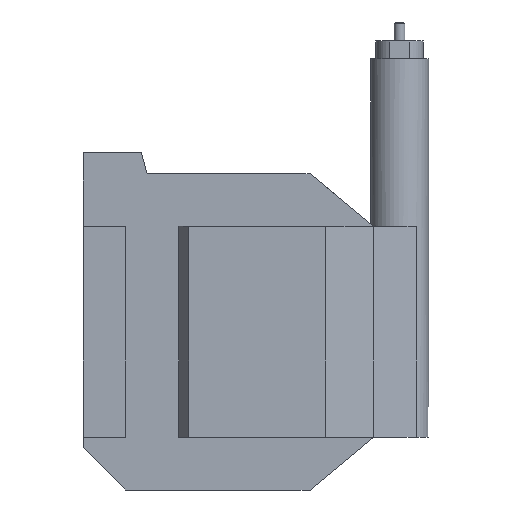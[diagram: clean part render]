
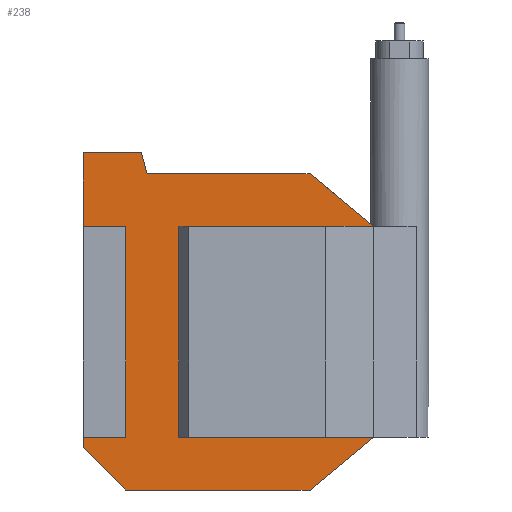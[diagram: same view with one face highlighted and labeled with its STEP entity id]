
A CAD part, left-side view. The second image highlights one B-rep face of the part: STEP entity #238.
In plain terms, the highlighted planar face has unit normal (-1, 0, 0).
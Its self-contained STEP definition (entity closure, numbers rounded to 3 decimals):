
#238=ADVANCED_FACE('',(#5203),#5205,.F.);
#5203=FACE_BOUND('',#5204,.T.);
#5204=EDGE_LOOP('',(#9173,#9174,#9175,#9176,#9177,#9178,#9179,#9180,#9181,#9182,
#9183,#9184,#9185,#9186,#9187));
#5205=PLANE('',#5206);
#5206=AXIS2_PLACEMENT_3D('',#5207,#5208,#5209);
#5207=CARTESIAN_POINT('',(-145.,-90.622,-300.));
#5208=DIRECTION('',(1.,0.,0.));
#5209=DIRECTION('',(0.,1.,0.));
#9173=ORIENTED_EDGE('',*,*,#12119,.F.);
#9174=ORIENTED_EDGE('',*,*,#12120,.F.);
#9175=ORIENTED_EDGE('',*,*,#12121,.F.);
#9176=ORIENTED_EDGE('',*,*,#12122,.F.);
#9177=ORIENTED_EDGE('',*,*,#12123,.T.);
#9178=ORIENTED_EDGE('',*,*,#12124,.F.);
#9179=ORIENTED_EDGE('',*,*,#12125,.F.);
#9180=ORIENTED_EDGE('',*,*,#12126,.F.);
#9181=ORIENTED_EDGE('',*,*,#12094,.F.);
#9182=ORIENTED_EDGE('',*,*,#12127,.T.);
#9183=ORIENTED_EDGE('',*,*,#12128,.T.);
#9184=ORIENTED_EDGE('',*,*,#12129,.F.);
#9185=ORIENTED_EDGE('',*,*,#12088,.F.);
#9186=ORIENTED_EDGE('',*,*,#12113,.F.);
#9187=ORIENTED_EDGE('',*,*,#12130,.F.);
#12088=EDGE_CURVE('',#13600,#13588,#13602,.F.);
#12094=EDGE_CURVE('',#13586,#13611,#13612,.F.);
#12113=EDGE_CURVE('',#13645,#13600,#13646,.F.);
#12119=EDGE_CURVE('',#13656,#13657,#13658,.F.);
#12120=EDGE_CURVE('',#13659,#13656,#13660,.F.);
#12121=EDGE_CURVE('',#13661,#13659,#13662,.T.);
#12122=EDGE_CURVE('',#13663,#13661,#13664,.T.);
#12123=EDGE_CURVE('',#13663,#13665,#13666,.T.);
#12124=EDGE_CURVE('',#13667,#13665,#13668,.F.);
#12125=EDGE_CURVE('',#13669,#13667,#13670,.F.);
#12126=EDGE_CURVE('',#13611,#13669,#13671,.F.);
#12127=EDGE_CURVE('',#13586,#13672,#13673,.T.);
#12128=EDGE_CURVE('',#13672,#13674,#13675,.T.);
#12129=EDGE_CURVE('',#13588,#13674,#13676,.T.);
#12130=EDGE_CURVE('',#13657,#13645,#13677,.F.);
#13586=VERTEX_POINT('',#16138);
#13588=VERTEX_POINT('',#16142);
#13600=VERTEX_POINT('',#16170);
#13602=LINE('',#16174,#16175);
#13611=VERTEX_POINT('',#16196);
#13612=LINE('',#16197,#16198);
#13645=VERTEX_POINT('',#16268);
#13646=LINE('',#16269,#16270);
#13656=VERTEX_POINT('',#16291);
#13657=VERTEX_POINT('',#16292);
#13658=LINE('',#16293,#16294);
#13659=VERTEX_POINT('',#16296);
#13660=LINE('',#16297,#16298);
#13661=VERTEX_POINT('',#16300);
#13662=LINE('',#16301,#16302);
#13663=VERTEX_POINT('',#16304);
#13664=LINE('',#16305,#16306);
#13665=VERTEX_POINT('',#16308);
#13666=LINE('',#16309,#16310);
#13667=VERTEX_POINT('',#16312);
#13668=LINE('',#16313,#16314);
#13669=VERTEX_POINT('',#16316);
#13670=LINE('',#16317,#16318);
#13671=LINE('',#16320,#16321);
#13672=VERTEX_POINT('',#16323);
#13673=LINE('',#16324,#16325);
#13674=VERTEX_POINT('',#16327);
#13675=LINE('',#16328,#16329);
#13676=LINE('',#16331,#16332);
#13677=LINE('',#16334,#16335);
#16138=CARTESIAN_POINT('',(-145.,-275.,-100.));
#16142=CARTESIAN_POINT('',(-145.,-275.,100.));
#16170=CARTESIAN_POINT('',(-145.,-215.,150.));
#16174=CARTESIAN_POINT('',(-145.,-275.,100.));
#16175=VECTOR('',#16176,1.);
#16176=DIRECTION('',(0.,0.768,0.64));
#16196=CARTESIAN_POINT('',(-145.,-215.,-150.));
#16197=CARTESIAN_POINT('',(-145.,-215.,-150.));
#16198=VECTOR('',#16199,1.);
#16199=DIRECTION('',(0.,-0.768,0.64));
#16268=CARTESIAN_POINT('',(-145.,-60.359,150.));
#16269=CARTESIAN_POINT('',(-145.,-215.,150.));
#16270=VECTOR('',#16271,1.);
#16271=DIRECTION('',(0.,1.,0.));
#16291=CARTESIAN_POINT('',(-145.,0.,170.));
#16292=CARTESIAN_POINT('',(-145.,-55.,170.));
#16293=CARTESIAN_POINT('',(-145.,-55.,170.));
#16294=VECTOR('',#16295,1.);
#16295=DIRECTION('',(0.,1.,0.));
#16296=CARTESIAN_POINT('',(-145.,0.,100.));
#16297=CARTESIAN_POINT('',(-145.,0.,170.));
#16298=VECTOR('',#16299,1.);
#16299=DIRECTION('',(0.,0.,-1.));
#16300=CARTESIAN_POINT('',(-145.,-40.,100.));
#16301=CARTESIAN_POINT('',(-145.,-40.,100.));
#16302=VECTOR('',#16303,1.);
#16303=DIRECTION('',(0.,1.,0.));
#16304=CARTESIAN_POINT('',(-145.,-40.,-100.));
#16305=CARTESIAN_POINT('',(-145.,-40.,-100.));
#16306=VECTOR('',#16307,1.);
#16307=DIRECTION('',(0.,0.,1.));
#16308=CARTESIAN_POINT('',(-145.,0.,-100.));
#16309=CARTESIAN_POINT('',(-145.,-40.,-100.));
#16310=VECTOR('',#16311,1.);
#16311=DIRECTION('',(0.,1.,0.));
#16312=CARTESIAN_POINT('',(-145.,0.,-110.));
#16313=CARTESIAN_POINT('',(-145.,0.,-100.));
#16314=VECTOR('',#16315,1.);
#16315=DIRECTION('',(0.,0.,-1.));
#16316=CARTESIAN_POINT('',(-145.,-40.,-150.));
#16317=CARTESIAN_POINT('',(-145.,0.,-110.));
#16318=VECTOR('',#16319,1.);
#16319=DIRECTION('',(0.,-0.707,-0.707));
#16320=CARTESIAN_POINT('',(-145.,-40.,-150.));
#16321=VECTOR('',#16322,1.);
#16322=DIRECTION('',(0.,-1.,0.));
#16323=CARTESIAN_POINT('',(-145.,-90.622,-100.));
#16324=CARTESIAN_POINT('',(-145.,-275.,-100.));
#16325=VECTOR('',#16326,1.);
#16326=DIRECTION('',(0.,1.,0.));
#16327=CARTESIAN_POINT('',(-145.,-90.622,100.));
#16328=CARTESIAN_POINT('',(-145.,-90.622,-100.));
#16329=VECTOR('',#16330,1.);
#16330=DIRECTION('',(0.,0.,1.));
#16331=CARTESIAN_POINT('',(-145.,-275.,100.));
#16332=VECTOR('',#16333,1.);
#16333=DIRECTION('',(0.,1.,0.));
#16334=CARTESIAN_POINT('',(-145.,-60.359,150.));
#16335=VECTOR('',#16336,1.);
#16336=DIRECTION('',(0.,0.259,0.966));
